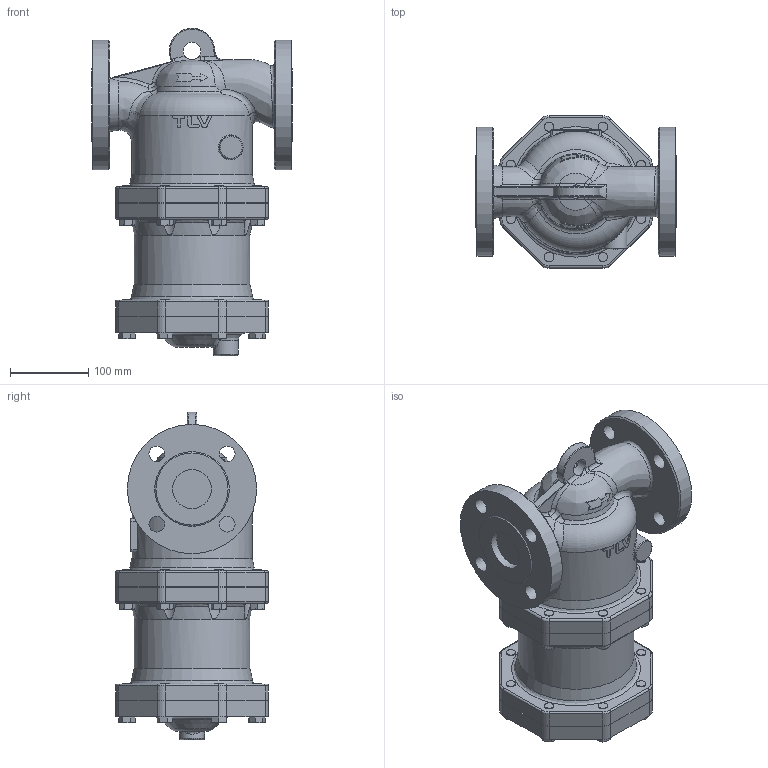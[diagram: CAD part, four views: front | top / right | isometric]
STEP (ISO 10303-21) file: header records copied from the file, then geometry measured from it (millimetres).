
FILE_DESCRIPTION((''),'2;1');
FILE_NAME('dc3s0-050-a0300-00.stp','2010-07-06T13:59:13',('nakaot'),(''),'Autodesk Inventor 2008','Autodesk Inventor 2008','');
FILE_SCHEMA(('AUTOMOTIVE_DESIGN { 1 0 10303 214 1 1 1 1 }'));
Length unit declared in the file: millimetre
Products named in the file (1): dc3s0-050-a0300-00
Bounding box: 256 x 195 x 417.91 mm (x, y, z)
Volume: 8163106.2 mm3; surface area: 503069.7 mm2
Topology: 1 solids, 1 shells, 655 faces, 1572 edges, 980 vertices
Faces by surface type: plane 233, bspline 143, cylinder 132, cone 110, torus 35, sphere 2
Full cylindrical faces by diameter (mm): 12 x32, 20 x4, 22 x1, 30 x1, 32 x1, 50 x1, 100 x2, 148 x1, 154 x1, 165 x1
Entity records: 38449 total; most frequent: CARTESIAN_POINT 24851, ORIENTED_EDGE 2912, DIRECTION 2532, EDGE_CURVE 1456, AXIS2_PLACEMENT_3D 1042, VERTEX_POINT 949, EDGE_LOOP 851, FACE_OUTER_BOUND 655
